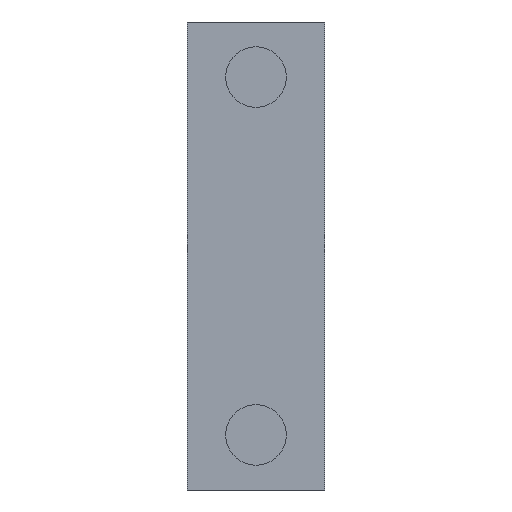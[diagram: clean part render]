
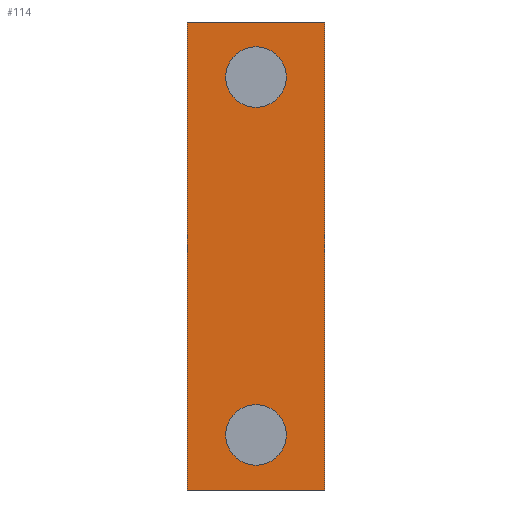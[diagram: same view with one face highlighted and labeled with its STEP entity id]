
A CAD part, front view. The second image highlights one B-rep face of the part: STEP entity #114.
In plain terms, the highlighted planar face has unit normal (0, -1, 0).
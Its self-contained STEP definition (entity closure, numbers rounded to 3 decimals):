
#114=ADVANCED_FACE('',(#390,#391,#392),#170,.T.);
#170=PLANE('',#966);
#214=LINE('',#1343,#302);
#226=LINE('',#1367,#314);
#232=LINE('',#1379,#320);
#233=LINE('',#1385,#321);
#302=VECTOR('',#1036,1.);
#314=VECTOR('',#1052,1.);
#320=VECTOR('',#1062,1.);
#321=VECTOR('',#1069,1.);
#390=FACE_BOUND('',#423,.T.);
#391=FACE_BOUND('',#424,.T.);
#392=FACE_BOUND('',#425,.T.);
#423=EDGE_LOOP('',(#540));
#424=EDGE_LOOP('',(#541));
#425=EDGE_LOOP('',(#542,#543,#544,#545));
#492=CIRCLE('',#964,1.1);
#493=CIRCLE('',#965,1.1);
#540=ORIENTED_EDGE('',*,*,#852,.F.);
#541=ORIENTED_EDGE('',*,*,#853,.F.);
#542=ORIENTED_EDGE('',*,*,#833,.F.);
#543=ORIENTED_EDGE('',*,*,#851,.F.);
#544=ORIENTED_EDGE('',*,*,#854,.T.);
#545=ORIENTED_EDGE('',*,*,#845,.T.);
#751=VERTEX_POINT('',#1342);
#752=VERTEX_POINT('',#1344);
#762=VERTEX_POINT('',#1368);
#765=VERTEX_POINT('',#1378);
#766=VERTEX_POINT('',#1382);
#767=VERTEX_POINT('',#1384);
#833=EDGE_CURVE('',#751,#752,#214,.T.);
#845=EDGE_CURVE('',#762,#752,#226,.T.);
#851=EDGE_CURVE('',#765,#751,#232,.T.);
#852=EDGE_CURVE('',#766,#766,#492,.T.);
#853=EDGE_CURVE('',#767,#767,#493,.T.);
#854=EDGE_CURVE('',#765,#762,#233,.T.);
#964=AXIS2_PLACEMENT_3D('',#1381,#1065,#1066);
#965=AXIS2_PLACEMENT_3D('',#1383,#1067,#1068);
#966=AXIS2_PLACEMENT_3D('',#1386,#1070,#1071);
#1036=DIRECTION('',(0.,0.,1.));
#1052=DIRECTION('',(-1.,0.,0.));
#1062=DIRECTION('',(-1.,0.,0.));
#1065=DIRECTION('',(0.,-1.,0.));
#1066=DIRECTION('',(1.,0.,0.));
#1067=DIRECTION('',(0.,-1.,0.));
#1068=DIRECTION('',(1.,0.,0.));
#1069=DIRECTION('',(0.,0.,1.));
#1070=DIRECTION('',(0.,-1.,0.));
#1071=DIRECTION('',(0.,0.,-1.));
#1342=CARTESIAN_POINT('',(0.,0.,0.));
#1343=CARTESIAN_POINT('',(0.,0.,0.));
#1344=CARTESIAN_POINT('',(0.,0.,17.));
#1367=CARTESIAN_POINT('',(5.,0.,17.));
#1368=CARTESIAN_POINT('',(5.,0.,17.));
#1378=CARTESIAN_POINT('',(5.,0.,0.));
#1379=CARTESIAN_POINT('',(5.,0.,0.));
#1381=CARTESIAN_POINT('',(2.5,0.,15.));
#1382=CARTESIAN_POINT('',(3.6,0.,15.));
#1383=CARTESIAN_POINT('',(2.5,0.,2.));
#1384=CARTESIAN_POINT('',(3.6,0.,2.));
#1385=CARTESIAN_POINT('',(5.,0.,0.));
#1386=CARTESIAN_POINT('',(5.,0.,0.));
